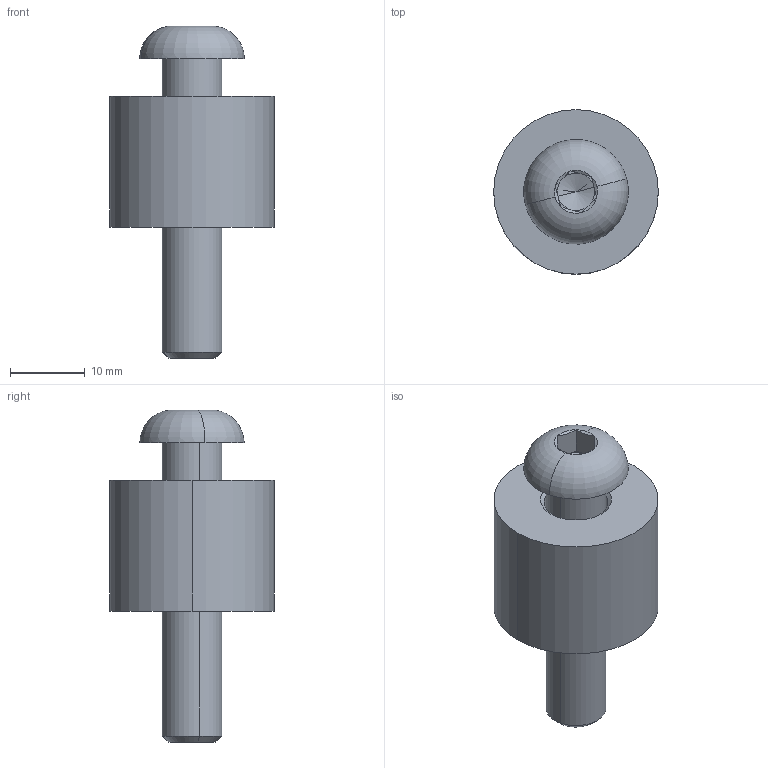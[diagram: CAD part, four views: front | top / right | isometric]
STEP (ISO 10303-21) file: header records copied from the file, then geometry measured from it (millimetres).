
FILE_DESCRIPTION (( 'STEP AP203' ), '1' );
FILE_NAME ('A14_7405-000.STEP', '2023-11-28T08:55:14', ( '' ), ( '' ), 'SwSTEP 2.0', 'SolidWorks 2019', '' );
FILE_SCHEMA (( 'CONFIG_CONTROL_DESIGN' ));
Length unit declared in the file: millimetre
Products named in the file (3): A14_7405-000; SKRUTKA stn iso 7380_M8x40
Assembly tree (2 placements, depth 2):
  A14_7405-000
    A14_7405-000
    SKRUTKA stn iso 7380_M8x40
Bounding box: 22 x 22 x 44.39 mm (x, y, z)
Volume: 8093.4 mm3; surface area: 3771.3 mm2
Topology: 2 solids, 2 shells, 38 faces, 88 edges, 53 vertices
Faces by surface type: plane 16, cone 14, cylinder 6, torus 2
Entity records: 1421 total; most frequent: CARTESIAN_POINT 268, DIRECTION 190, ORIENTED_EDGE 172, EDGE_CURVE 86, AXIS2_PLACEMENT_3D 79, VERTEX_POINT 53, EDGE_LOOP 41, FACE_OUTER_BOUND 38
